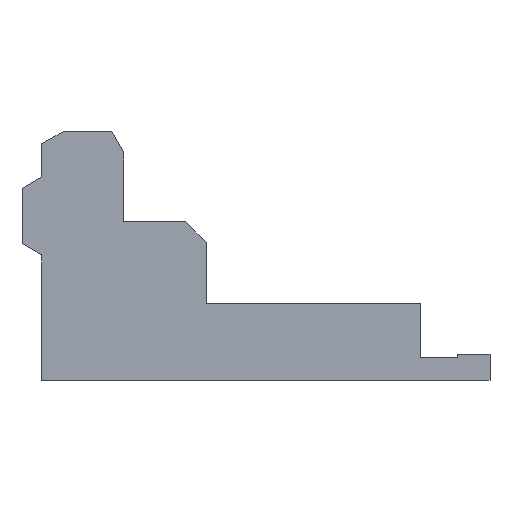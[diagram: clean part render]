
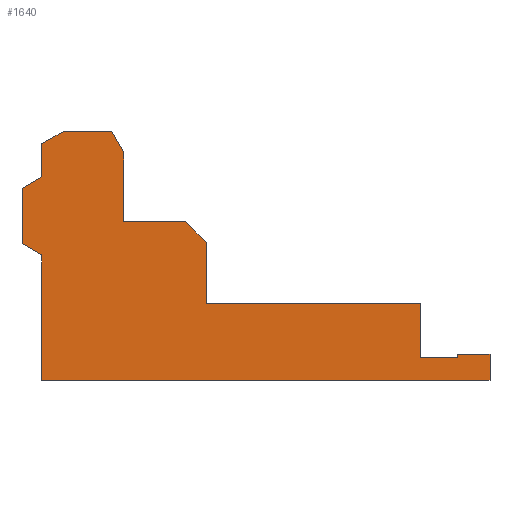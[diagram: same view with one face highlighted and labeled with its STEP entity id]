
A CAD part, front view. The second image highlights one B-rep face of the part: STEP entity #1640.
In plain terms, the highlighted planar face has unit normal (0, -1, 0).
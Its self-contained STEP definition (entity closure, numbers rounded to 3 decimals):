
#42=FACE_OUTER_BOUND('',#129,.T.);
#129=EDGE_LOOP('',(#1079,#1080,#1081,#1082,#1083,#1084,#1085,#1086,#1087,
#1088,#1089,#1090,#1091,#1092,#1093,#1094,#1095,#1096,#1097));
#225=LINE('',#2272,#453);
#226=LINE('',#2274,#454);
#227=LINE('',#2276,#455);
#228=LINE('',#2278,#456);
#229=LINE('',#2280,#457);
#230=LINE('',#2282,#458);
#231=LINE('',#2284,#459);
#232=LINE('',#2286,#460);
#233=LINE('',#2288,#461);
#234=LINE('',#2290,#462);
#235=LINE('',#2292,#463);
#236=LINE('',#2294,#464);
#237=LINE('',#2296,#465);
#238=LINE('',#2298,#466);
#239=LINE('',#2300,#467);
#240=LINE('',#2302,#468);
#241=LINE('',#2304,#469);
#242=LINE('',#2306,#470);
#243=LINE('',#2307,#471);
#453=VECTOR('',#1844,10.);
#454=VECTOR('',#1845,10.);
#455=VECTOR('',#1846,10.);
#456=VECTOR('',#1847,10.);
#457=VECTOR('',#1848,10.);
#458=VECTOR('',#1849,10.);
#459=VECTOR('',#1850,10.);
#460=VECTOR('',#1851,10.);
#461=VECTOR('',#1852,10.);
#462=VECTOR('',#1853,10.);
#463=VECTOR('',#1854,10.);
#464=VECTOR('',#1855,10.);
#465=VECTOR('',#1856,10.);
#466=VECTOR('',#1857,10.);
#467=VECTOR('',#1858,10.);
#468=VECTOR('',#1859,10.);
#469=VECTOR('',#1860,10.);
#470=VECTOR('',#1861,10.);
#471=VECTOR('',#1862,10.);
#681=VERTEX_POINT('',#2270);
#682=VERTEX_POINT('',#2271);
#683=VERTEX_POINT('',#2273);
#684=VERTEX_POINT('',#2275);
#685=VERTEX_POINT('',#2277);
#686=VERTEX_POINT('',#2279);
#687=VERTEX_POINT('',#2281);
#688=VERTEX_POINT('',#2283);
#689=VERTEX_POINT('',#2285);
#690=VERTEX_POINT('',#2287);
#691=VERTEX_POINT('',#2289);
#692=VERTEX_POINT('',#2291);
#693=VERTEX_POINT('',#2293);
#694=VERTEX_POINT('',#2295);
#695=VERTEX_POINT('',#2297);
#696=VERTEX_POINT('',#2299);
#697=VERTEX_POINT('',#2301);
#698=VERTEX_POINT('',#2303);
#699=VERTEX_POINT('',#2305);
#839=EDGE_CURVE('',#681,#682,#225,.T.);
#840=EDGE_CURVE('',#682,#683,#226,.T.);
#841=EDGE_CURVE('',#683,#684,#227,.T.);
#842=EDGE_CURVE('',#684,#685,#228,.T.);
#843=EDGE_CURVE('',#685,#686,#229,.T.);
#844=EDGE_CURVE('',#686,#687,#230,.T.);
#845=EDGE_CURVE('',#687,#688,#231,.T.);
#846=EDGE_CURVE('',#688,#689,#232,.T.);
#847=EDGE_CURVE('',#689,#690,#233,.T.);
#848=EDGE_CURVE('',#690,#691,#234,.T.);
#849=EDGE_CURVE('',#691,#692,#235,.T.);
#850=EDGE_CURVE('',#692,#693,#236,.T.);
#851=EDGE_CURVE('',#693,#694,#237,.T.);
#852=EDGE_CURVE('',#694,#695,#238,.T.);
#853=EDGE_CURVE('',#695,#696,#239,.T.);
#854=EDGE_CURVE('',#696,#697,#240,.T.);
#855=EDGE_CURVE('',#697,#698,#241,.T.);
#856=EDGE_CURVE('',#698,#699,#242,.T.);
#857=EDGE_CURVE('',#699,#681,#243,.T.);
#1079=ORIENTED_EDGE('',*,*,#839,.T.);
#1080=ORIENTED_EDGE('',*,*,#840,.T.);
#1081=ORIENTED_EDGE('',*,*,#841,.T.);
#1082=ORIENTED_EDGE('',*,*,#842,.T.);
#1083=ORIENTED_EDGE('',*,*,#843,.T.);
#1084=ORIENTED_EDGE('',*,*,#844,.T.);
#1085=ORIENTED_EDGE('',*,*,#845,.T.);
#1086=ORIENTED_EDGE('',*,*,#846,.T.);
#1087=ORIENTED_EDGE('',*,*,#847,.T.);
#1088=ORIENTED_EDGE('',*,*,#848,.T.);
#1089=ORIENTED_EDGE('',*,*,#849,.T.);
#1090=ORIENTED_EDGE('',*,*,#850,.T.);
#1091=ORIENTED_EDGE('',*,*,#851,.T.);
#1092=ORIENTED_EDGE('',*,*,#852,.T.);
#1093=ORIENTED_EDGE('',*,*,#853,.T.);
#1094=ORIENTED_EDGE('',*,*,#854,.T.);
#1095=ORIENTED_EDGE('',*,*,#855,.T.);
#1096=ORIENTED_EDGE('',*,*,#856,.T.);
#1097=ORIENTED_EDGE('',*,*,#857,.T.);
#1559=PLANE('',#1741);
#1640=ADVANCED_FACE('',(#42),#1559,.T.);
#1741=AXIS2_PLACEMENT_3D('',#2269,#1842,#1843);
#1842=DIRECTION('center_axis',(0.,-1.,0.));
#1843=DIRECTION('ref_axis',(0.,0.,-1.));
#1844=DIRECTION('',(0.,0.,1.));
#1845=DIRECTION('',(-0.5,0.,0.866));
#1846=DIRECTION('',(-1.,0.,0.));
#1847=DIRECTION('',(-0.866,0.,-0.5));
#1848=DIRECTION('',(0.,0.,-1.));
#1849=DIRECTION('',(-0.866,0.,-0.5));
#1850=DIRECTION('',(0.,0.,-1.));
#1851=DIRECTION('',(0.866,0.,-0.5));
#1852=DIRECTION('',(0.,0.,-1.));
#1853=DIRECTION('',(1.,0.,0.));
#1854=DIRECTION('',(0.,0.,1.));
#1855=DIRECTION('',(-1.,0.,0.));
#1856=DIRECTION('',(0.,0.,-1.));
#1857=DIRECTION('',(-1.,0.,0.));
#1858=DIRECTION('',(0.,0.,1.));
#1859=DIRECTION('',(-1.,0.,0.));
#1860=DIRECTION('',(0.,0.,1.));
#1861=DIRECTION('',(-0.707,0.,0.707));
#1862=DIRECTION('',(-1.,0.,0.));
#2269=CARTESIAN_POINT('Origin',(37.25,-23.675,0.));
#2270=CARTESIAN_POINT('',(15.,-23.675,-0.35));
#2271=CARTESIAN_POINT('',(15.,-23.675,3.831));
#2272=CARTESIAN_POINT('',(15.,-23.675,-0.868));
#2273=CARTESIAN_POINT('',(14.25,-23.675,5.13));
#2274=CARTESIAN_POINT('',(18.236,-23.675,-1.773));
#2275=CARTESIAN_POINT('',(11.299,-23.675,5.13));
#2276=CARTESIAN_POINT('',(24.875,-23.675,5.13));
#2277=CARTESIAN_POINT('',(10.,-23.675,4.38));
#2278=CARTESIAN_POINT('',(19.27,-23.675,9.732));
#2279=CARTESIAN_POINT('',(10.,-23.675,2.373));
#2280=CARTESIAN_POINT('',(10.,-23.675,1.89));
#2281=CARTESIAN_POINT('',(8.8,-23.675,1.68));
#2282=CARTESIAN_POINT('',(19.105,-23.675,7.63));
#2283=CARTESIAN_POINT('',(8.8,-23.675,-1.68));
#2284=CARTESIAN_POINT('',(8.8,-23.675,0.));
#2285=CARTESIAN_POINT('',(10.,-23.675,-2.373));
#2286=CARTESIAN_POINT('',(19.755,-23.675,-8.005));
#2287=CARTESIAN_POINT('',(10.,-23.675,-10.));
#2288=CARTESIAN_POINT('',(10.,-23.675,1.89));
#2289=CARTESIAN_POINT('',(37.25,-23.675,-10.));
#2290=CARTESIAN_POINT('',(30.438,-23.675,-10.));
#2291=CARTESIAN_POINT('',(37.25,-23.675,-8.4));
#2292=CARTESIAN_POINT('',(37.25,-23.675,-4.6));
#2293=CARTESIAN_POINT('',(35.25,-23.675,-8.4));
#2294=CARTESIAN_POINT('',(36.75,-23.675,-8.4));
#2295=CARTESIAN_POINT('',(35.25,-23.675,-8.6));
#2296=CARTESIAN_POINT('',(35.25,-23.675,-4.25));
#2297=CARTESIAN_POINT('',(33.,-23.675,-8.6));
#2298=CARTESIAN_POINT('',(31.188,-23.675,-8.6));
#2299=CARTESIAN_POINT('',(33.,-23.675,-5.35));
#2300=CARTESIAN_POINT('',(33.,-23.675,-3.488));
#2301=CARTESIAN_POINT('',(20.,-23.675,-5.35));
#2302=CARTESIAN_POINT('',(31.875,-23.675,-5.35));
#2303=CARTESIAN_POINT('',(20.,-23.675,-1.6));
#2304=CARTESIAN_POINT('',(20.,-23.675,-1.425));
#2305=CARTESIAN_POINT('',(18.75,-23.675,-0.35));
#2306=CARTESIAN_POINT('',(23.288,-23.675,-4.888));
#2307=CARTESIAN_POINT('',(27.375,-23.675,-0.35));
